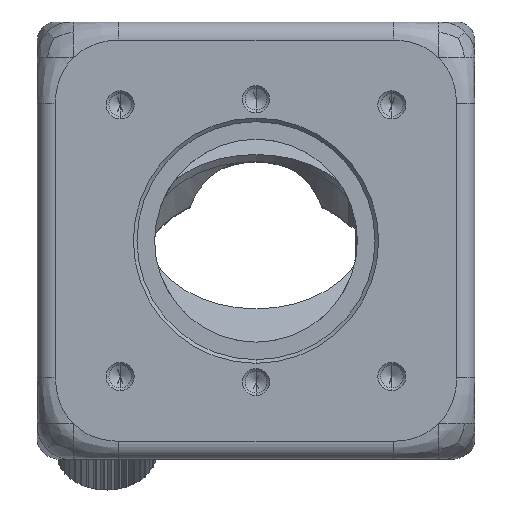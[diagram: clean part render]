
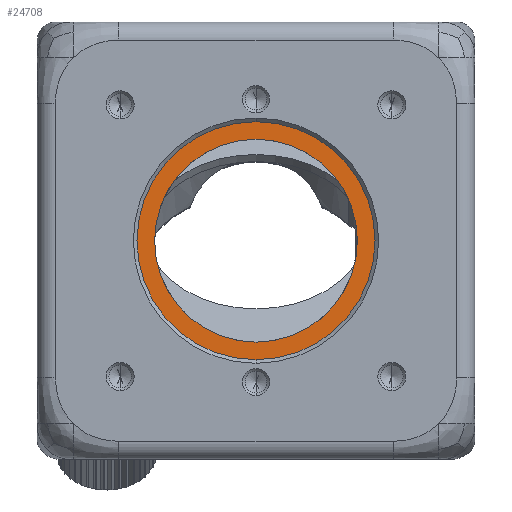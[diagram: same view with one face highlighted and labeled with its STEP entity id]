
A CAD part, left-side view. The second image highlights one B-rep face of the part: STEP entity #24708.
In plain terms, the highlighted planar face has unit normal (-1, 0, 0).
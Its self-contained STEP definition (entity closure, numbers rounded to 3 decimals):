
#4 = EDGE_CURVE ( 'NONE', #9819, #12537, #16798, .T. ) ;
#1501 = CARTESIAN_POINT ( 'NONE',  ( -57.08, 8.581, -13.582 ) ) ;
#2309 = AXIS2_PLACEMENT_3D ( 'NONE', #44094, #15752, #48100 ) ;
#2779 = DIRECTION ( 'NONE',  ( 0., 1., 0. ) ) ;
#3875 = DIRECTION ( 'NONE',  ( -1., 0., 0. ) ) ;
#4032 = CIRCLE ( 'NONE', #2309, 11.2 ) ;
#7002 = EDGE_CURVE ( 'NONE', #46053, #52102, #4032, .T. ) ;
#7216 = DIRECTION ( 'NONE',  ( -1., 0., 0. ) ) ;
#7581 = CARTESIAN_POINT ( 'NONE',  ( -57.08, 8.581, 0.068 ) ) ;
#7879 = DIRECTION ( 'NONE',  ( 0., 0., 1. ) ) ;
#9819 = VERTEX_POINT ( 'NONE', #41807 ) ;
#12537 = VERTEX_POINT ( 'NONE', #1501 ) ;
#15436 = EDGE_LOOP ( 'NONE', ( #31331, #34367 ) ) ;
#15611 = DIRECTION ( 'NONE',  ( 1., 0., 0. ) ) ;
#15752 = DIRECTION ( 'NONE',  ( 1., 0., 0. ) ) ;
#16200 = EDGE_LOOP ( 'NONE', ( #25475, #26522 ) ) ;
#16798 = CIRCLE ( 'NONE', #30446, 13.65 ) ;
#19077 = FACE_OUTER_BOUND ( 'NONE', #15436, .T. ) ;
#20141 = FACE_BOUND ( 'NONE', #16200, .T. ) ;
#20644 = AXIS2_PLACEMENT_3D ( 'NONE', #7581, #15611, #36191 ) ;
#22553 = AXIS2_PLACEMENT_3D ( 'NONE', #44202, #31105, #2779 ) ;
#23532 = DIRECTION ( 'NONE',  ( 0., 0., 1. ) ) ;
#23935 = CARTESIAN_POINT ( 'NONE',  ( -57.08, 8.581, 11.268 ) ) ;
#24708 = ADVANCED_FACE ( 'NONE', ( #20141, #19077 ), #47421, .T. ) ;
#25475 = ORIENTED_EDGE ( 'NONE', *, *, #31056, .T. ) ;
#26522 = ORIENTED_EDGE ( 'NONE', *, *, #7002, .T. ) ;
#30446 = AXIS2_PLACEMENT_3D ( 'NONE', #51729, #3875, #7879 ) ;
#31056 = EDGE_CURVE ( 'NONE', #52102, #46053, #43706, .T. ) ;
#31105 = DIRECTION ( 'NONE',  ( -1., 0., 0. ) ) ;
#31331 = ORIENTED_EDGE ( 'NONE', *, *, #44604, .T. ) ;
#34367 = ORIENTED_EDGE ( 'NONE', *, *, #4, .T. ) ;
#34552 = AXIS2_PLACEMENT_3D ( 'NONE', #52117, #7216, #23532 ) ;
#36191 = DIRECTION ( 'NONE',  ( 0., 0., 1. ) ) ;
#38181 = CARTESIAN_POINT ( 'NONE',  ( -57.08, 8.581, -11.132 ) ) ;
#41807 = CARTESIAN_POINT ( 'NONE',  ( -57.08, 8.581, 13.718 ) ) ;
#43706 = CIRCLE ( 'NONE', #20644, 11.2 ) ;
#44094 = CARTESIAN_POINT ( 'NONE',  ( -57.08, 8.581, 0.068 ) ) ;
#44202 = CARTESIAN_POINT ( 'NONE',  ( -57.08, 8.581, 0.068 ) ) ;
#44604 = EDGE_CURVE ( 'NONE', #12537, #9819, #48218, .T. ) ;
#46053 = VERTEX_POINT ( 'NONE', #38181 ) ;
#47421 = PLANE ( 'NONE',  #22553 ) ;
#48100 = DIRECTION ( 'NONE',  ( 0., 0., 1. ) ) ;
#48218 = CIRCLE ( 'NONE', #34552, 13.65 ) ;
#51729 = CARTESIAN_POINT ( 'NONE',  ( -57.08, 8.581, 0.068 ) ) ;
#52102 = VERTEX_POINT ( 'NONE', #23935 ) ;
#52117 = CARTESIAN_POINT ( 'NONE',  ( -57.08, 8.581, 0.068 ) ) ;
